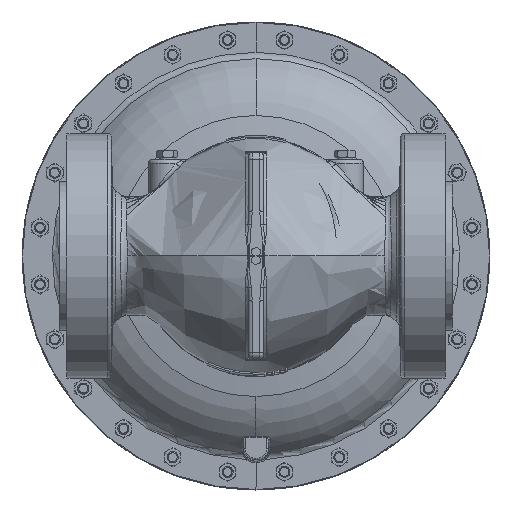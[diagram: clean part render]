
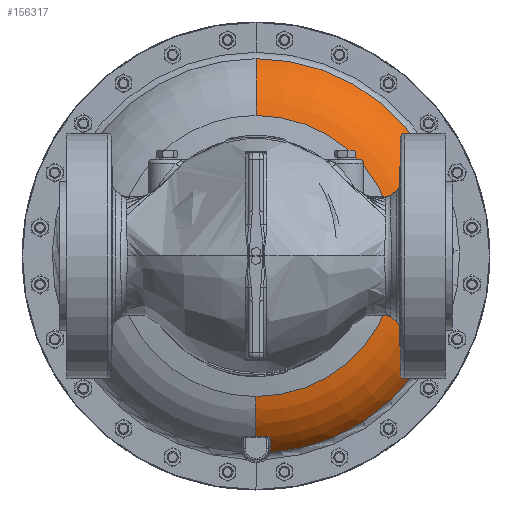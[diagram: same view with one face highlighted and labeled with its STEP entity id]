
A CAD part, front view. The second image highlights one B-rep face of the part: STEP entity #156317.
In plain terms, the highlighted toroidal (fillet/blend) face has major radius 106.491 mm and minor radius 71.438 mm.
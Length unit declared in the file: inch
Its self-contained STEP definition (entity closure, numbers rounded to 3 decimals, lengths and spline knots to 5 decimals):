
#995 = CARTESIAN_POINT ( 'NONE',  ( 0., 13.55351, 6.65423 ) ) ;
#4304 = EDGE_CURVE ( 'NONE', #139333, #206915, #85225, .T. ) ;
#8483 = AXIS2_PLACEMENT_3D ( 'NONE', #226804, #203925, #49986 ) ;
#10786 = EDGE_CURVE ( 'NONE', #185324, #197803, #82320, .T. ) ;
#12234 = DIRECTION ( 'NONE',  ( 0., -1., 0. ) ) ;
#12940 = DIRECTION ( 'NONE',  ( 0., 0., 1. ) ) ;
#17700 = CARTESIAN_POINT ( 'NONE',  ( 0.42081, 12.85087, -6.08973 ) ) ;
#25506 = CARTESIAN_POINT ( 'NONE',  ( 0., 12.15467, 0. ) ) ;
#26493 = VERTEX_POINT ( 'NONE', #995 ) ;
#28549 = EDGE_CURVE ( 'NONE', #26493, #197803, #232861, .T. ) ;
#32297 = DIRECTION ( 'NONE',  ( 0., -1., 0. ) ) ;
#32585 = CARTESIAN_POINT ( 'NONE',  ( 0.48185, 13.45426, -6.57979 ) ) ;
#33791 = CARTESIAN_POINT ( 'NONE',  ( 0.49359, 13.26135, -6.44957 ) ) ;
#35530 = CARTESIAN_POINT ( 'NONE',  ( 0.44687, 12.87058, -6.10898 ) ) ;
#42954 = ORIENTED_EDGE ( 'NONE', *, *, #230468, .T. ) ;
#46206 = ORIENTED_EDGE ( 'NONE', *, *, #4304, .F. ) ;
#47220 = B_SPLINE_CURVE_WITH_KNOTS ( 'NONE', 3,
 ( #169959, #189069, #228505, #32585, #110175, #166184 ),
 .UNSPECIFIED., .F., .F.,
 ( 4, 2, 4 ),
 ( 0., 0.00443, 0.00887 ),
 .UNSPECIFIED. ) ;
#47628 = CARTESIAN_POINT ( 'NONE',  ( 0., 12.835, 0. ) ) ;
#49986 = DIRECTION ( 'NONE',  ( 0., 0., 1. ) ) ;
#50673 = CIRCLE ( 'NONE', #221403, 4.73785 ) ;
#58366 = CARTESIAN_POINT ( 'NONE',  ( 0.48296, 12.95302, -6.19006 ) ) ;
#58375 = CARTESIAN_POINT ( 'NONE',  ( 0.39625, 12.84026, -6.07983 ) ) ;
#59609 = CARTESIAN_POINT ( 'NONE',  ( 0.35904, 12.835, -6.07637 ) ) ;
#63621 = CARTESIAN_POINT ( 'NONE',  ( 0., 12.15467, 4.73785 ) ) ;
#73602 = CIRCLE ( 'NONE', #8483, 6.65423 ) ;
#74748 = VERTEX_POINT ( 'NONE', #87569 ) ;
#75002 = CARTESIAN_POINT ( 'NONE',  ( 0.48249, 12.93939, -6.1768 ) ) ;
#75813 = B_SPLINE_CURVE_WITH_KNOTS ( 'NONE', 3,
 ( #246212, #93564, #171156, #113868, #251223, #33791 ),
 .UNSPECIFIED., .F., .F.,
 ( 4, 2, 4 ),
 ( 0., 0.00513, 0.01025 ),
 .UNSPECIFIED. ) ;
#82320 = CIRCLE ( 'NONE', #232697, 4.73785 ) ;
#84867 = ORIENTED_EDGE ( 'NONE', *, *, #221016, .T. ) ;
#85225 = CIRCLE ( 'NONE', #243730, 2.8125 ) ;
#87569 = CARTESIAN_POINT ( 'NONE',  ( 0.35904, 12.835, -6.07637 ) ) ;
#87667 = EDGE_LOOP ( 'NONE', ( #199227, #207937, #226943, #190694, #46206, #206621, #249624, #42954, #84867 ) ) ;
#91232 = EDGE_CURVE ( 'NONE', #139333, #74748, #94289, .T. ) ;
#93564 = CARTESIAN_POINT ( 'NONE',  ( 0.48461, 13.00124, -6.23697 ) ) ;
#94289 = CIRCLE ( 'NONE', #126747, 6.08697 ) ;
#100197 = EDGE_CURVE ( 'NONE', #206915, #185324, #50673, .T. ) ;
#108915 = FACE_OUTER_BOUND ( 'NONE', #87667, .T. ) ;
#110175 = CARTESIAN_POINT ( 'NONE',  ( 0.47321, 13.50356, -6.60972 ) ) ;
#111350 = CARTESIAN_POINT ( 'NONE',  ( 4.73785, 12.15467, 0. ) ) ;
#113111 = CARTESIAN_POINT ( 'NONE',  ( 0.46954, 12.89998, -6.13806 ) ) ;
#113868 = CARTESIAN_POINT ( 'NONE',  ( 0.48988, 13.15398, -6.36868 ) ) ;
#115222 = B_SPLINE_CURVE_WITH_KNOTS ( 'NONE', 3,
 ( #59609, #137194, #174142, #58375, #251717, #17700, #175390, #212327, #35530, #134702, #113111, #228942, #75002, #190743 ),
 .UNSPECIFIED., .F., .F.,
 ( 4, 2, 2, 2, 2, 2, 4 ),
 ( 0., 0.00072, 0.00144, 0.00216, 0.00288, 0.00431, 0.00575 ),
 .UNSPECIFIED. ) ;
#123447 = DIRECTION ( 'NONE',  ( 0., -1., 0. ) ) ;
#126455 = DIRECTION ( 'NONE',  ( 0., 0., 1. ) ) ;
#126747 = AXIS2_PLACEMENT_3D ( 'NONE', #47628, #32297, #126455 ) ;
#130513 = DIRECTION ( 'NONE',  ( 0., 0., -1. ) ) ;
#134702 = CARTESIAN_POINT ( 'NONE',  ( 0.46216, 12.88763, -6.12582 ) ) ;
#137194 = CARTESIAN_POINT ( 'NONE',  ( 0.36861, 12.835, -6.0758 ) ) ;
#139333 = VERTEX_POINT ( 'NONE', #212602 ) ;
#148015 = VERTEX_POINT ( 'NONE', #152108 ) ;
#148533 = DIRECTION ( 'NONE',  ( 0., 0., -1. ) ) ;
#152108 = CARTESIAN_POINT ( 'NONE',  ( 0.46185, 13.55351, -6.63818 ) ) ;
#156317 = ADVANCED_FACE ( 'NONE', ( #108915 ), #194307, .T. ) ;
#157194 = CARTESIAN_POINT ( 'NONE',  ( 0., 12.15467, -4.73785 ) ) ;
#163878 = CARTESIAN_POINT ( 'NONE',  ( 0., 12.15467, 0. ) ) ;
#166184 = CARTESIAN_POINT ( 'NONE',  ( 0.46185, 13.55351, -6.63818 ) ) ;
#169959 = CARTESIAN_POINT ( 'NONE',  ( 0.49359, 13.26135, -6.44957 ) ) ;
#171156 = CARTESIAN_POINT ( 'NONE',  ( 0.48633, 13.05115, -6.28214 ) ) ;
#173958 = AXIS2_PLACEMENT_3D ( 'NONE', #189075, #12234, #130513 ) ;
#174142 = CARTESIAN_POINT ( 'NONE',  ( 0.37797, 12.83608, -6.07641 ) ) ;
#175390 = CARTESIAN_POINT ( 'NONE',  ( 0.42808, 12.85536, -6.09407 ) ) ;
#175538 = EDGE_CURVE ( 'NONE', #74748, #248153, #115222, .T. ) ;
#177391 = CARTESIAN_POINT ( 'NONE',  ( 0.49359, 13.26135, -6.44957 ) ) ;
#185324 = VERTEX_POINT ( 'NONE', #111350 ) ;
#187258 = DIRECTION ( 'NONE',  ( -1., 0., 0. ) ) ;
#189069 = CARTESIAN_POINT ( 'NONE',  ( 0.49524, 13.30884, -6.48403 ) ) ;
#189075 = CARTESIAN_POINT ( 'NONE',  ( 0., 14.91381, 0. ) ) ;
#190694 = ORIENTED_EDGE ( 'NONE', *, *, #100197, .F. ) ;
#190743 = CARTESIAN_POINT ( 'NONE',  ( 0.48296, 12.95302, -6.19006 ) ) ;
#193812 = CARTESIAN_POINT ( 'NONE',  ( 0., 14.91381, 4.19257 ) ) ;
#194307 = TOROIDAL_SURFACE ( 'NONE', #173958, 4.19257, 2.8125 ) ;
#197803 = VERTEX_POINT ( 'NONE', #63621 ) ;
#199227 = ORIENTED_EDGE ( 'NONE', *, *, #250830, .T. ) ;
#203542 = DIRECTION ( 'NONE',  ( 0., 0., -1. ) ) ;
#203925 = DIRECTION ( 'NONE',  ( 0., -1., 0. ) ) ;
#206311 = CARTESIAN_POINT ( 'NONE',  ( 0., 14.91381, -4.19257 ) ) ;
#206621 = ORIENTED_EDGE ( 'NONE', *, *, #91232, .T. ) ;
#206915 = VERTEX_POINT ( 'NONE', #157194 ) ;
#207900 = VERTEX_POINT ( 'NONE', #177391 ) ;
#207937 = ORIENTED_EDGE ( 'NONE', *, *, #28549, .T. ) ;
#208529 = AXIS2_PLACEMENT_3D ( 'NONE', #193812, #215388, #214129 ) ;
#212327 = CARTESIAN_POINT ( 'NONE',  ( 0.44104, 12.86516, -6.10364 ) ) ;
#212602 = CARTESIAN_POINT ( 'NONE',  ( 0., 12.835, -6.08697 ) ) ;
#214129 = DIRECTION ( 'NONE',  ( 0., 0., -1. ) ) ;
#215388 = DIRECTION ( 'NONE',  ( 1., 0., 0. ) ) ;
#221016 = EDGE_CURVE ( 'NONE', #207900, #148015, #47220, .T. ) ;
#221403 = AXIS2_PLACEMENT_3D ( 'NONE', #163878, #245228, #148533 ) ;
#226804 = CARTESIAN_POINT ( 'NONE',  ( 0., 13.55351, 0. ) ) ;
#226943 = ORIENTED_EDGE ( 'NONE', *, *, #10786, .F. ) ;
#228505 = CARTESIAN_POINT ( 'NONE',  ( 0.49286, 13.3569, -6.51694 ) ) ;
#228942 = CARTESIAN_POINT ( 'NONE',  ( 0.47978, 12.92605, -6.16374 ) ) ;
#230468 = EDGE_CURVE ( 'NONE', #248153, #207900, #75813, .T. ) ;
#232697 = AXIS2_PLACEMENT_3D ( 'NONE', #25506, #123447, #203542 ) ;
#232861 = CIRCLE ( 'NONE', #208529, 2.8125 ) ;
#243730 = AXIS2_PLACEMENT_3D ( 'NONE', #206311, #187258, #12940 ) ;
#245228 = DIRECTION ( 'NONE',  ( 0., -1., 0. ) ) ;
#246212 = CARTESIAN_POINT ( 'NONE',  ( 0.48296, 12.95302, -6.19006 ) ) ;
#248153 = VERTEX_POINT ( 'NONE', #58366 ) ;
#249624 = ORIENTED_EDGE ( 'NONE', *, *, #175538, .T. ) ;
#250830 = EDGE_CURVE ( 'NONE', #148015, #26493, #73602, .T. ) ;
#251223 = CARTESIAN_POINT ( 'NONE',  ( 0.49171, 13.20691, -6.41007 ) ) ;
#251717 = CARTESIAN_POINT ( 'NONE',  ( 0.40488, 12.84332, -6.0826 ) ) ;
